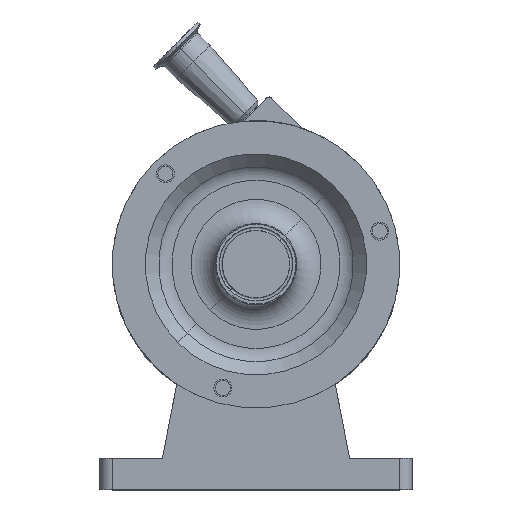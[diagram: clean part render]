
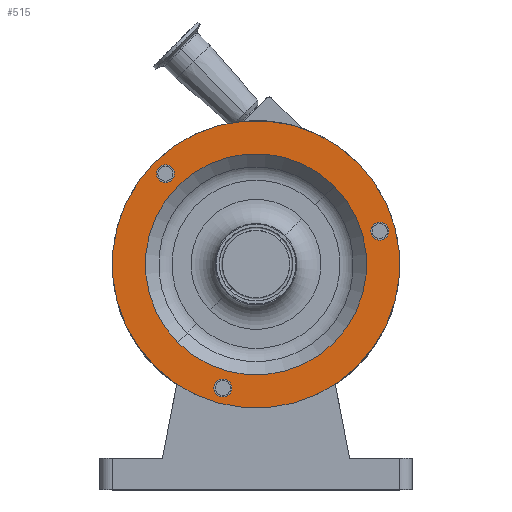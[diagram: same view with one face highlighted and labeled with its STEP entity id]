
A CAD part, top view. The second image highlights one B-rep face of the part: STEP entity #515.
In plain terms, the highlighted planar face has unit normal (0, 0, 1).
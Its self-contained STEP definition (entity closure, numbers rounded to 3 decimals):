
#382 = EDGE_CURVE ( 'NONE', #7620, #7419, #2475, .T. ) ;
#412 = EDGE_CURVE ( 'NONE', #7343, #7328, #2599, .T. ) ;
#434 = ORIENTED_EDGE ( 'NONE', *, *, #7636, .F. ) ;
#435 = ORIENTED_EDGE ( 'NONE', *, *, #7331, .T. ) ;
#436 = EDGE_LOOP ( 'NONE', ( #435, #491 ) ) ;
#437 = ORIENTED_EDGE ( 'NONE', *, *, #7379, .F. ) ;
#473 = EDGE_LOOP ( 'NONE', ( #480, #534 ) ) ;
#476 = EDGE_CURVE ( 'NONE', #7428, #7342, #2614, .T. ) ;
#477 = ORIENTED_EDGE ( 'NONE', *, *, #412, .F. ) ;
#478 = EDGE_CURVE ( 'NONE', #7338, #7337, #2645, .T. ) ;
#480 = ORIENTED_EDGE ( 'NONE', *, *, #382, .F. ) ;
#481 = EDGE_CURVE ( 'NONE', #7644, #7421, #2655, .T. ) ;
#489 = ORIENTED_EDGE ( 'NONE', *, *, #481, .F. ) ;
#490 = ORIENTED_EDGE ( 'NONE', *, *, #7344, .F. ) ;
#491 = ORIENTED_EDGE ( 'NONE', *, *, #478, .T. ) ;
#492 = EDGE_LOOP ( 'NONE', ( #477, #490 ) ) ;
#493 = EDGE_LOOP ( 'NONE', ( #489, #437 ) ) ;
#494 = EDGE_LOOP ( 'NONE', ( #516, #434 ) ) ;
#515 = ADVANCED_FACE ( 'NONE', ( #2771, #2764, #2780, #2837, #2842 ), #2841, .F. ) ;
#516 = ORIENTED_EDGE ( 'NONE', *, *, #476, .F. ) ;
#534 = ORIENTED_EDGE ( 'NONE', *, *, #7375, .F. ) ;
#1946 = DIRECTION ( 'NONE',  ( 0., 0., 1. ) ) ;
#1983 = DIRECTION ( 'NONE',  ( 0.707, 0.707, 0. ) ) ;
#2475 = CIRCLE ( 'NONE', #2514, 88.5 ) ;
#2492 = DIRECTION ( 'NONE',  ( 0., 0., 1. ) ) ;
#2512 = DIRECTION ( 'NONE',  ( 0.707, 0.707, 0. ) ) ;
#2514 = AXIS2_PLACEMENT_3D ( 'NONE', #2520, #2492, #2512 ) ;
#2520 = CARTESIAN_POINT ( 'NONE',  ( 0., 0., 194. ) ) ;
#2599 = CIRCLE ( 'NONE', #2673, 7.144 ) ;
#2609 = AXIS2_PLACEMENT_3D ( 'NONE', #2616, #2654, #2653 ) ;
#2610 = DIRECTION ( 'NONE',  ( 0.707, 0.707, 0. ) ) ;
#2611 = DIRECTION ( 'NONE',  ( 0., 0., 1. ) ) ;
#2612 = CARTESIAN_POINT ( 'NONE',  ( -26.529, -99.007, 194. ) ) ;
#2613 = AXIS2_PLACEMENT_3D ( 'NONE', #2612, #2611, #2610 ) ;
#2614 = CIRCLE ( 'NONE', #2613, 7.144 ) ;
#2616 = CARTESIAN_POINT ( 'NONE',  ( 0., 0., 194. ) ) ;
#2620 = AXIS2_PLACEMENT_3D ( 'NONE', #2637, #1946, #1983 ) ;
#2637 = CARTESIAN_POINT ( 'NONE',  ( -72.478, 72.478, 194. ) ) ;
#2645 = CIRCLE ( 'NONE', #2609, 115. ) ;
#2653 = DIRECTION ( 'NONE',  ( 0.707, 0.707, 0. ) ) ;
#2654 = DIRECTION ( 'NONE',  ( 0., 0., 1. ) ) ;
#2655 = CIRCLE ( 'NONE', #2620, 7.144 ) ;
#2657 = DIRECTION ( 'NONE',  ( 0., 0., 1. ) ) ;
#2673 = AXIS2_PLACEMENT_3D ( 'NONE', #2674, #2657, #2730 ) ;
#2674 = CARTESIAN_POINT ( 'NONE',  ( 99.007, 26.529, 194. ) ) ;
#2730 = DIRECTION ( 'NONE',  ( 0.707, 0.707, 0. ) ) ;
#2764 = FACE_BOUND ( 'NONE', #494, .T. ) ;
#2771 = FACE_BOUND ( 'NONE', #492, .T. ) ;
#2772 = DIRECTION ( 'NONE',  ( 0., 0., -1. ) ) ;
#2773 = CARTESIAN_POINT ( 'NONE',  ( -22.627, 22.627, 194. ) ) ;
#2780 = FACE_BOUND ( 'NONE', #493, .T. ) ;
#2822 = AXIS2_PLACEMENT_3D ( 'NONE', #2773, #2772, #2828 ) ;
#2828 = DIRECTION ( 'NONE',  ( -0.707, -0.707, 0. ) ) ;
#2837 = FACE_OUTER_BOUND ( 'NONE', #436, .T. ) ;
#2841 = PLANE ( 'NONE',  #2822 ) ;
#2842 = FACE_BOUND ( 'NONE', #473, .T. ) ;
#4784 = DIRECTION ( 'NONE',  ( 0.707, 0.707, 0. ) ) ;
#4812 = DIRECTION ( 'NONE',  ( 0., 0., 1. ) ) ;
#4917 = CARTESIAN_POINT ( 'NONE',  ( -26.529, -99.007, 194. ) ) ;
#5162 = DIRECTION ( 'NONE',  ( 0., 0., 1. ) ) ;
#5163 = CARTESIAN_POINT ( 'NONE',  ( 0., 0., 194. ) ) ;
#5164 = AXIS2_PLACEMENT_3D ( 'NONE', #5163, #4812, #4784 ) ;
#5165 = CIRCLE ( 'NONE', #5164, 115. ) ;
#5504 = AXIS2_PLACEMENT_3D ( 'NONE', #4917, #5162, #6016 ) ;
#5505 = CIRCLE ( 'NONE', #5504, 7.144 ) ;
#5512 = CARTESIAN_POINT ( 'NONE',  ( 93.956, 21.478, 194. ) ) ;
#5659 = CARTESIAN_POINT ( 'NONE',  ( -21.478, -93.956, 194. ) ) ;
#5716 = DIRECTION ( 'NONE',  ( 0.707, 0.707, 0. ) ) ;
#5717 = DIRECTION ( 'NONE',  ( 0., 0., 1. ) ) ;
#5718 = CARTESIAN_POINT ( 'NONE',  ( -81.317, -81.317, 194. ) ) ;
#5719 = CARTESIAN_POINT ( 'NONE',  ( 81.317, 81.317, 194. ) ) ;
#5740 = CARTESIAN_POINT ( 'NONE',  ( -31.58, -104.059, 194. ) ) ;
#5741 = CARTESIAN_POINT ( 'NONE',  ( 104.059, 31.58, 194. ) ) ;
#5742 = AXIS2_PLACEMENT_3D ( 'NONE', #5855, #5854, #5853 ) ;
#5773 = CARTESIAN_POINT ( 'NONE',  ( -77.53, 67.427, 194. ) ) ;
#5779 = CARTESIAN_POINT ( 'NONE',  ( -62.579, -62.579, 194. ) ) ;
#5807 = CIRCLE ( 'NONE', #5834, 88.5 ) ;
#5828 = CARTESIAN_POINT ( 'NONE',  ( -72.478, 72.478, 194. ) ) ;
#5829 = CIRCLE ( 'NONE', #5835, 7.144 ) ;
#5831 = DIRECTION ( 'NONE',  ( 0.707, 0.707, 0. ) ) ;
#5832 = DIRECTION ( 'NONE',  ( 0., 0., 1. ) ) ;
#5833 = CARTESIAN_POINT ( 'NONE',  ( 0., 0., 194. ) ) ;
#5834 = AXIS2_PLACEMENT_3D ( 'NONE', #5833, #5832, #5831 ) ;
#5835 = AXIS2_PLACEMENT_3D ( 'NONE', #5828, #5717, #5716 ) ;
#5847 = CIRCLE ( 'NONE', #5742, 7.144 ) ;
#5853 = DIRECTION ( 'NONE',  ( 0.707, 0.707, 0. ) ) ;
#5854 = DIRECTION ( 'NONE',  ( 0., 0., 1. ) ) ;
#5855 = CARTESIAN_POINT ( 'NONE',  ( 99.007, 26.529, 194. ) ) ;
#6016 = DIRECTION ( 'NONE',  ( 0.707, 0.707, 0. ) ) ;
#6024 = CARTESIAN_POINT ( 'NONE',  ( 62.579, 62.579, 194. ) ) ;
#6134 = CARTESIAN_POINT ( 'NONE',  ( -67.427, 77.53, 194. ) ) ;
#7328 = VERTEX_POINT ( 'NONE', #5512 ) ;
#7331 = EDGE_CURVE ( 'NONE', #7337, #7338, #5165, .T. ) ;
#7337 = VERTEX_POINT ( 'NONE', #5719 ) ;
#7338 = VERTEX_POINT ( 'NONE', #5718 ) ;
#7342 = VERTEX_POINT ( 'NONE', #5740 ) ;
#7343 = VERTEX_POINT ( 'NONE', #5741 ) ;
#7344 = EDGE_CURVE ( 'NONE', #7328, #7343, #5847, .T. ) ;
#7375 = EDGE_CURVE ( 'NONE', #7419, #7620, #5807, .T. ) ;
#7379 = EDGE_CURVE ( 'NONE', #7421, #7644, #5829, .T. ) ;
#7419 = VERTEX_POINT ( 'NONE', #5779 ) ;
#7421 = VERTEX_POINT ( 'NONE', #5773 ) ;
#7428 = VERTEX_POINT ( 'NONE', #5659 ) ;
#7620 = VERTEX_POINT ( 'NONE', #6024 ) ;
#7636 = EDGE_CURVE ( 'NONE', #7342, #7428, #5505, .T. ) ;
#7644 = VERTEX_POINT ( 'NONE', #6134 ) ;
